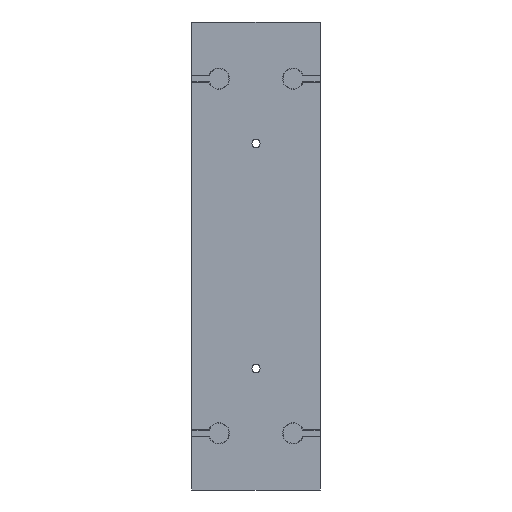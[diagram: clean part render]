
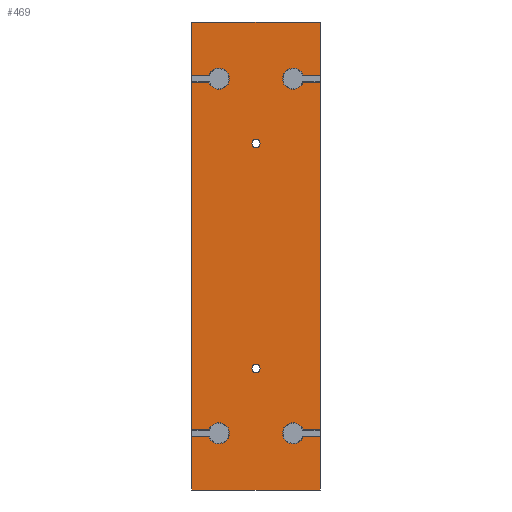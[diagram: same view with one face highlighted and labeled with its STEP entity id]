
A CAD part, front view. The second image highlights one B-rep face of the part: STEP entity #469.
In plain terms, the highlighted planar face has unit normal (0, -1, 0).
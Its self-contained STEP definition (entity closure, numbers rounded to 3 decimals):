
#15=FACE_BOUND('',#94,.T.);
#16=FACE_BOUND('',#95,.T.);
#33=PLANE('',#519);
#69=FACE_OUTER_BOUND('',#93,.T.);
#93=EDGE_LOOP('',(#411,#412,#413,#414,#415,#416,#417,#418,#419,#420,#421,
#422,#423,#424,#425,#426,#427,#428,#429,#430));
#94=EDGE_LOOP('',(#431));
#95=EDGE_LOOP('',(#432));
#103=LINE('',#671,#149);
#106=LINE('',#677,#152);
#110=LINE('',#686,#156);
#113=LINE('',#704,#159);
#117=LINE('',#725,#163);
#120=LINE('',#731,#166);
#124=LINE('',#752,#170);
#127=LINE('',#758,#173);
#131=LINE('',#766,#177);
#135=LINE('',#773,#181);
#136=LINE('',#774,#182);
#137=LINE('',#777,#183);
#141=LINE('',#784,#187);
#142=LINE('',#785,#188);
#143=LINE('',#787,#189);
#144=LINE('',#788,#190);
#149=VECTOR('',#547,10.);
#152=VECTOR('',#552,10.);
#156=VECTOR('',#560,10.);
#159=VECTOR('',#571,10.);
#163=VECTOR('',#585,10.);
#166=VECTOR('',#590,10.);
#170=VECTOR('',#604,10.);
#173=VECTOR('',#609,10.);
#177=VECTOR('',#617,10.);
#181=VECTOR('',#621,10.);
#182=VECTOR('',#622,10.);
#183=VECTOR('',#625,10.);
#187=VECTOR('',#629,10.);
#188=VECTOR('',#630,10.);
#189=VECTOR('',#633,10.);
#190=VECTOR('',#634,10.);
#194=CIRCLE('',#489,2.7);
#196=CIRCLE('',#492,2.7);
#197=CIRCLE('',#494,7.049);
#199=CIRCLE('',#501,7.049);
#201=CIRCLE('',#506,7.049);
#203=CIRCLE('',#512,7.049);
#206=VERTEX_POINT('',#647);
#208=VERTEX_POINT('',#653);
#209=VERTEX_POINT('',#657);
#210=VERTEX_POINT('',#658);
#213=VERTEX_POINT('',#670);
#215=VERTEX_POINT('',#676);
#217=VERTEX_POINT('',#684);
#218=VERTEX_POINT('',#685);
#221=VERTEX_POINT('',#695);
#223=VERTEX_POINT('',#703);
#225=VERTEX_POINT('',#711);
#226=VERTEX_POINT('',#712);
#229=VERTEX_POINT('',#724);
#231=VERTEX_POINT('',#730);
#233=VERTEX_POINT('',#738);
#234=VERTEX_POINT('',#739);
#237=VERTEX_POINT('',#751);
#239=VERTEX_POINT('',#757);
#241=VERTEX_POINT('',#765);
#244=VERTEX_POINT('',#771);
#245=VERTEX_POINT('',#776);
#248=VERTEX_POINT('',#782);
#251=EDGE_CURVE('',#206,#206,#194,.T.);
#254=EDGE_CURVE('',#208,#208,#196,.T.);
#255=EDGE_CURVE('',#209,#210,#197,.T.);
#259=EDGE_CURVE('',#210,#213,#103,.T.);
#262=EDGE_CURVE('',#215,#209,#106,.T.);
#266=EDGE_CURVE('',#217,#218,#110,.T.);
#270=EDGE_CURVE('',#218,#221,#199,.T.);
#273=EDGE_CURVE('',#221,#223,#113,.T.);
#277=EDGE_CURVE('',#225,#226,#201,.T.);
#281=EDGE_CURVE('',#226,#229,#117,.T.);
#284=EDGE_CURVE('',#231,#225,#120,.T.);
#288=EDGE_CURVE('',#233,#234,#203,.T.);
#292=EDGE_CURVE('',#234,#237,#124,.T.);
#295=EDGE_CURVE('',#239,#233,#127,.T.);
#299=EDGE_CURVE('',#241,#215,#131,.T.);
#303=EDGE_CURVE('',#223,#244,#135,.T.);
#304=EDGE_CURVE('',#213,#217,#136,.T.);
#305=EDGE_CURVE('',#245,#231,#137,.T.);
#309=EDGE_CURVE('',#237,#248,#141,.T.);
#310=EDGE_CURVE('',#229,#239,#142,.T.);
#311=EDGE_CURVE('',#244,#245,#143,.T.);
#312=EDGE_CURVE('',#248,#241,#144,.T.);
#411=ORIENTED_EDGE('',*,*,#259,.T.);
#412=ORIENTED_EDGE('',*,*,#304,.T.);
#413=ORIENTED_EDGE('',*,*,#266,.T.);
#414=ORIENTED_EDGE('',*,*,#270,.T.);
#415=ORIENTED_EDGE('',*,*,#273,.T.);
#416=ORIENTED_EDGE('',*,*,#303,.T.);
#417=ORIENTED_EDGE('',*,*,#311,.T.);
#418=ORIENTED_EDGE('',*,*,#305,.T.);
#419=ORIENTED_EDGE('',*,*,#284,.T.);
#420=ORIENTED_EDGE('',*,*,#277,.T.);
#421=ORIENTED_EDGE('',*,*,#281,.T.);
#422=ORIENTED_EDGE('',*,*,#310,.T.);
#423=ORIENTED_EDGE('',*,*,#295,.T.);
#424=ORIENTED_EDGE('',*,*,#288,.T.);
#425=ORIENTED_EDGE('',*,*,#292,.T.);
#426=ORIENTED_EDGE('',*,*,#309,.T.);
#427=ORIENTED_EDGE('',*,*,#312,.T.);
#428=ORIENTED_EDGE('',*,*,#299,.T.);
#429=ORIENTED_EDGE('',*,*,#262,.T.);
#430=ORIENTED_EDGE('',*,*,#255,.T.);
#431=ORIENTED_EDGE('',*,*,#251,.T.);
#432=ORIENTED_EDGE('',*,*,#254,.T.);
#469=ADVANCED_FACE('',(#69,#15,#16),#33,.T.);
#489=AXIS2_PLACEMENT_3D('',#649,#530,#531);
#492=AXIS2_PLACEMENT_3D('',#655,#537,#538);
#494=AXIS2_PLACEMENT_3D('',#659,#541,#542);
#501=AXIS2_PLACEMENT_3D('',#696,#565,#566);
#506=AXIS2_PLACEMENT_3D('',#713,#579,#580);
#512=AXIS2_PLACEMENT_3D('',#740,#598,#599);
#519=AXIS2_PLACEMENT_3D('',#786,#631,#632);
#530=DIRECTION('center_axis',(0.,1.,0.));
#531=DIRECTION('ref_axis',(0.,0.,1.));
#537=DIRECTION('center_axis',(0.,1.,0.));
#538=DIRECTION('ref_axis',(0.,0.,1.));
#541=DIRECTION('center_axis',(0.,1.,0.));
#542=DIRECTION('ref_axis',(-0.95,0.,0.313));
#547=DIRECTION('',(-1.,0.,0.));
#552=DIRECTION('',(1.,0.,0.));
#560=DIRECTION('',(1.,0.,0.));
#565=DIRECTION('center_axis',(0.,1.,0.));
#566=DIRECTION('ref_axis',(-0.95,0.,0.313));
#571=DIRECTION('',(-1.,0.,0.));
#579=DIRECTION('center_axis',(0.,1.,0.));
#580=DIRECTION('ref_axis',(0.95,0.,-0.313));
#585=DIRECTION('',(1.,0.,0.));
#590=DIRECTION('',(-1.,0.,0.));
#598=DIRECTION('center_axis',(0.,1.,0.));
#599=DIRECTION('ref_axis',(0.95,0.,-0.313));
#604=DIRECTION('',(1.,0.,0.));
#609=DIRECTION('',(-1.,0.,0.));
#617=DIRECTION('',(0.,0.,-1.));
#621=DIRECTION('',(0.,0.,-1.));
#622=DIRECTION('',(0.,0.,-1.));
#625=DIRECTION('',(0.,0.,1.));
#629=DIRECTION('',(0.,0.,1.));
#630=DIRECTION('',(0.,0.,1.));
#631=DIRECTION('center_axis',(0.,-1.,0.));
#632=DIRECTION('ref_axis',(0.,0.,-1.));
#633=DIRECTION('',(1.,0.,0.));
#634=DIRECTION('',(-1.,0.,0.));
#647=CARTESIAN_POINT('',(204.438,-3.,-233.7));
#649=CARTESIAN_POINT('Origin',(204.438,-3.,-231.));
#653=CARTESIAN_POINT('',(204.438,-3.,-83.7));
#655=CARTESIAN_POINT('Origin',(204.438,-3.,-81.));
#657=CARTESIAN_POINT('',(173.065,-3.,-35.374));
#658=CARTESIAN_POINT('',(173.065,-3.,-40.272));
#659=CARTESIAN_POINT('Origin',(179.676,-3.,-37.823));
#670=CARTESIAN_POINT('',(161.676,-3.,-40.272));
#671=CARTESIAN_POINT('',(183.057,-3.,-40.272));
#676=CARTESIAN_POINT('',(161.676,-3.,-35.374));
#677=CARTESIAN_POINT('',(188.875,-3.,-35.374));
#684=CARTESIAN_POINT('',(161.676,-3.,-271.728));
#685=CARTESIAN_POINT('',(173.065,-3.,-271.728));
#686=CARTESIAN_POINT('',(188.875,-3.,-271.728));
#695=CARTESIAN_POINT('',(173.065,-3.,-276.626));
#696=CARTESIAN_POINT('Origin',(179.676,-3.,-274.177));
#703=CARTESIAN_POINT('',(161.676,-3.,-276.626));
#704=CARTESIAN_POINT('',(183.057,-3.,-276.626));
#711=CARTESIAN_POINT('',(235.81,-3.,-276.626));
#712=CARTESIAN_POINT('',(235.81,-3.,-271.728));
#713=CARTESIAN_POINT('Origin',(229.2,-3.,-274.177));
#724=CARTESIAN_POINT('',(247.2,-3.,-271.728));
#725=CARTESIAN_POINT('',(225.819,-3.,-271.728));
#730=CARTESIAN_POINT('',(247.2,-3.,-276.626));
#731=CARTESIAN_POINT('',(220.,-3.,-276.626));
#738=CARTESIAN_POINT('',(235.81,-3.,-40.272));
#739=CARTESIAN_POINT('',(235.81,-3.,-35.374));
#740=CARTESIAN_POINT('Origin',(229.2,-3.,-37.823));
#751=CARTESIAN_POINT('',(247.2,-3.,-35.374));
#752=CARTESIAN_POINT('',(225.819,-3.,-35.374));
#757=CARTESIAN_POINT('',(247.2,-3.,-40.272));
#758=CARTESIAN_POINT('',(220.,-3.,-40.272));
#765=CARTESIAN_POINT('',(161.676,-3.,0.));
#766=CARTESIAN_POINT('',(161.676,-3.,0.));
#771=CARTESIAN_POINT('',(161.676,-3.,-312.));
#773=CARTESIAN_POINT('',(161.676,-3.,0.));
#774=CARTESIAN_POINT('',(161.676,-3.,0.));
#776=CARTESIAN_POINT('',(247.2,-3.,-312.));
#777=CARTESIAN_POINT('',(247.2,-3.,0.));
#782=CARTESIAN_POINT('',(247.2,-3.,0.));
#784=CARTESIAN_POINT('',(247.2,-3.,0.));
#785=CARTESIAN_POINT('',(247.2,-3.,0.));
#786=CARTESIAN_POINT('Origin',(204.438,-3.,-156.));
#787=CARTESIAN_POINT('',(247.2,-3.,-312.));
#788=CARTESIAN_POINT('',(0.,-3.,0.));
